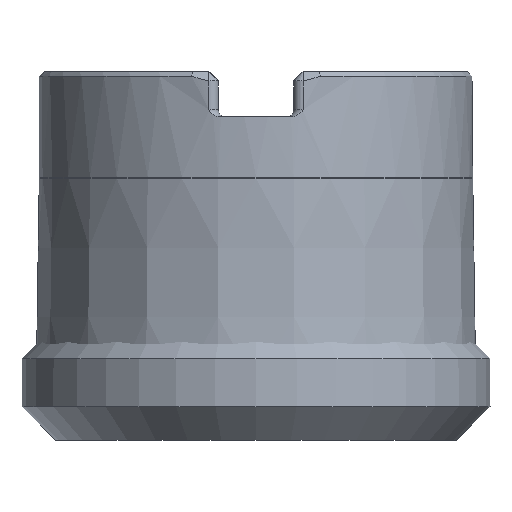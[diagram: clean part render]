
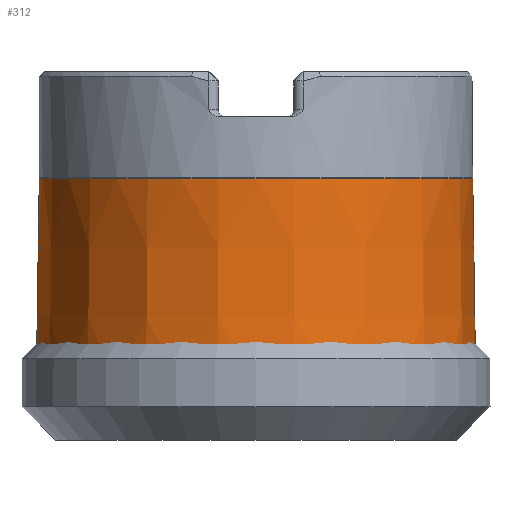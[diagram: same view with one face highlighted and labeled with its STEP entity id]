
A CAD part, front view. The second image highlights one B-rep face of the part: STEP entity #312.
In plain terms, the highlighted conical face has half-angle 0.848 degrees and reference radius 23.834 mm.
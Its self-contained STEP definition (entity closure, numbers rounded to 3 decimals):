
#48=CONICAL_SURFACE('',#1316,23.834,0.848);
#312=ADVANCED_FACE('',(#455,#456),#48,.T.);
#455=FACE_BOUND('',#520,.T.);
#456=FACE_BOUND('',#521,.T.);
#520=EDGE_LOOP('',(#662));
#521=EDGE_LOOP('',(#663));
#662=ORIENTED_EDGE('',*,*,#1089,.T.);
#663=ORIENTED_EDGE('',*,*,#1090,.F.);
#976=VERTEX_POINT('',#2044);
#977=VERTEX_POINT('',#2046);
#1089=EDGE_CURVE('',#976,#976,#1233,.T.);
#1090=EDGE_CURVE('',#977,#977,#1234,.T.);
#1233=CIRCLE('',#1314,23.501);
#1234=CIRCLE('',#1315,23.834);
#1314=AXIS2_PLACEMENT_3D('',#2043,#1517,#1518);
#1315=AXIS2_PLACEMENT_3D('',#2045,#1519,#1520);
#1316=AXIS2_PLACEMENT_3D('',#2047,#1521,#1522);
#1517=DIRECTION('',(0.,0.,-1.));
#1518=DIRECTION('',(-1.,0.,0.));
#1519=DIRECTION('',(0.,0.,-1.));
#1520=DIRECTION('',(-1.,0.,0.));
#1521=DIRECTION('',(0.,0.,-1.));
#1522=DIRECTION('',(-1.,0.,0.));
#2043=CARTESIAN_POINT('',(0.,0.,-11.574));
#2044=CARTESIAN_POINT('',(-23.501,0.,-11.574));
#2045=CARTESIAN_POINT('',(0.,0.,-34.072));
#2046=CARTESIAN_POINT('',(-23.834,0.,-34.072));
#2047=CARTESIAN_POINT('',(0.,0.,-34.072));
